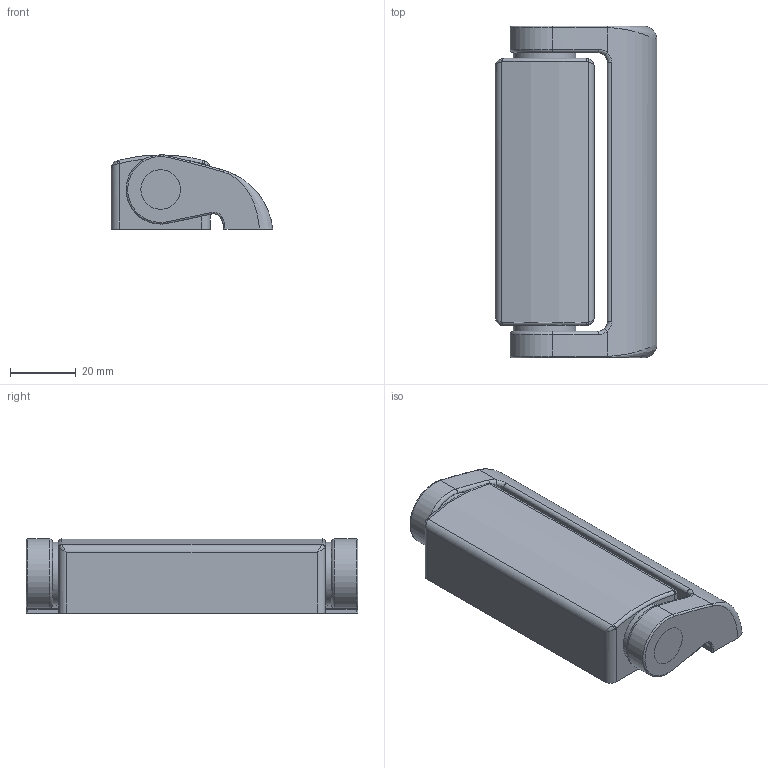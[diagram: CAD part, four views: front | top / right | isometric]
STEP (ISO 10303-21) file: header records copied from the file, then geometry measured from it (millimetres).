
FILE_DESCRIPTION(/* description */ ('STEP AP214'),/* implementation_level */ '2;1');
FILE_NAME(/* name */ 'ISA100-45.stp',/* time_stamp */ '2022-06-21T15:48:47+02:00',/* author */ ('stefan.nesic'),/* organization */ ('Microsoft'),/* preprocessor_version */ 'ST-DEVELOPER v18.1',/* originating_system */ 'Autodesk Inventor 2021',/* authorisation */ '');
FILE_SCHEMA (('AUTOMOTIVE_DESIGN { 1 0 10303 214 3 1 1 }'));
Length unit declared in the file: millimetre
Products named in the file (3): ISA100-45; Pizzato_Parte_Fissa_Hx_AA_Hx_AA_xxx-x(SA)x; Pizzato_Parte_Mobile_Hx_AA_Parte_mobile
Assembly tree (2 placements, depth 2):
  ISA100-45
    Pizzato_Parte_Fissa_Hx_AA_Hx_AA_xxx-x(SA)x
    Pizzato_Parte_Mobile_Hx_AA_Parte_mobile
Bounding box: 49 x 100.6 x 22.48 mm (x, y, z)
Volume: 79944.4 mm3; surface area: 19739.9 mm2
Topology: 2 solids, 2 shells, 102 faces, 239 edges, 137 vertices
Faces by surface type: cylinder 40, bspline 20, torus 18, plane 17, cone 7
Full cylindrical faces by diameter (mm): 4.2 x7, 12 x4, 19 x2
Entity records: 4621 total; most frequent: CARTESIAN_POINT 2298, DIRECTION 478, ORIENTED_EDGE 452, EDGE_CURVE 226, AXIS2_PLACEMENT_3D 203, VERTEX_POINT 137, EDGE_LOOP 115, CIRCLE 114
